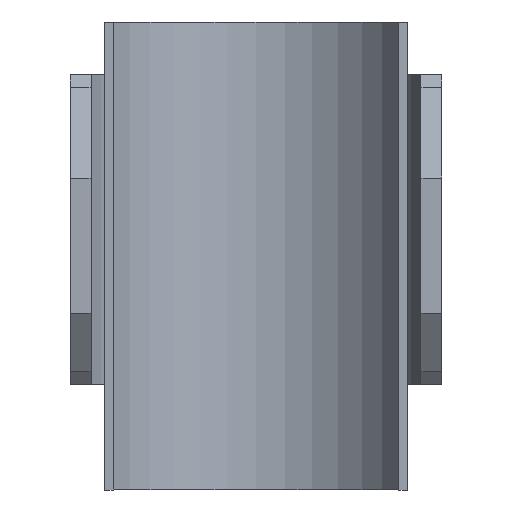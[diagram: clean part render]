
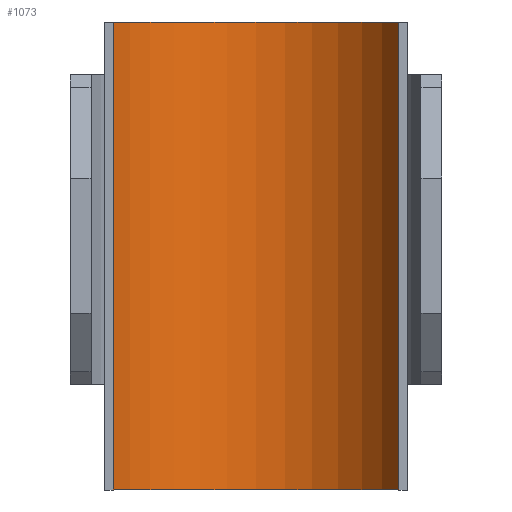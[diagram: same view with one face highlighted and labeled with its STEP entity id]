
A CAD part, front view. The second image highlights one B-rep face of the part: STEP entity #1073.
In plain terms, the highlighted cylindrical face has radius 12 mm (diameter 24 mm), a partial arc.
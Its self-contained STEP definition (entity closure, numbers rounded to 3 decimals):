
#139 = EDGE_LOOP ( 'NONE', ( #5736, #224, #692, #1838 ) ) ;
#186 = VERTEX_POINT ( 'NONE', #8286 ) ;
#200 = CIRCLE ( 'NONE', #6045, 12. ) ;
#224 = ORIENTED_EDGE ( 'NONE', *, *, #2030, .F. ) ;
#384 = CARTESIAN_POINT ( 'NONE',  ( 10.392, -6., 17. ) ) ;
#510 = AXIS2_PLACEMENT_3D ( 'NONE', #5109, #9944, #4385 ) ;
#572 = VERTEX_POINT ( 'NONE', #9749 ) ;
#692 = ORIENTED_EDGE ( 'NONE', *, *, #3923, .F. ) ;
#1073 = ADVANCED_FACE ( 'NONE', ( #1133 ), #1926, .F. ) ;
#1117 = VECTOR ( 'NONE', #2012, 1000. ) ;
#1133 = FACE_OUTER_BOUND ( 'NONE', #139, .T. ) ;
#1249 = CARTESIAN_POINT ( 'NONE',  ( -10.392, -6., 17. ) ) ;
#1838 = ORIENTED_EDGE ( 'NONE', *, *, #9161, .T. ) ;
#1926 = CYLINDRICAL_SURFACE ( 'NONE', #510, 12. ) ;
#2012 = DIRECTION ( 'NONE',  ( 0., 0., -1. ) ) ;
#2030 = EDGE_CURVE ( 'NONE', #7343, #186, #5857, .T. ) ;
#2555 = CARTESIAN_POINT ( 'NONE',  ( 0., -12., 17. ) ) ;
#3153 = CIRCLE ( 'NONE', #8848, 12. ) ;
#3923 = EDGE_CURVE ( 'NONE', #10276, #7343, #200, .T. ) ;
#4385 = DIRECTION ( 'NONE',  ( -1., 0., 0. ) ) ;
#5020 = DIRECTION ( 'NONE',  ( 1., 0., 0. ) ) ;
#5109 = CARTESIAN_POINT ( 'NONE',  ( 0., -12., 17. ) ) ;
#5346 = CARTESIAN_POINT ( 'NONE',  ( 0., -12., -17. ) ) ;
#5563 = VECTOR ( 'NONE', #8206, 1000. ) ;
#5736 = ORIENTED_EDGE ( 'NONE', *, *, #6293, .T. ) ;
#5857 = LINE ( 'NONE', #384, #1117 ) ;
#6045 = AXIS2_PLACEMENT_3D ( 'NONE', #2555, #7372, #5020 ) ;
#6293 = EDGE_CURVE ( 'NONE', #572, #186, #3153, .T. ) ;
#6497 = CARTESIAN_POINT ( 'NONE',  ( 10.392, -6., 17. ) ) ;
#7343 = VERTEX_POINT ( 'NONE', #6497 ) ;
#7372 = DIRECTION ( 'NONE',  ( 0., 0., -1. ) ) ;
#8206 = DIRECTION ( 'NONE',  ( 0., 0., -1. ) ) ;
#8286 = CARTESIAN_POINT ( 'NONE',  ( 10.392, -6., -17. ) ) ;
#8369 = LINE ( 'NONE', #1249, #5563 ) ;
#8848 = AXIS2_PLACEMENT_3D ( 'NONE', #5346, #10134, #9287 ) ;
#9140 = CARTESIAN_POINT ( 'NONE',  ( -10.392, -6., 17. ) ) ;
#9161 = EDGE_CURVE ( 'NONE', #10276, #572, #8369, .T. ) ;
#9287 = DIRECTION ( 'NONE',  ( 1., 0., 0. ) ) ;
#9749 = CARTESIAN_POINT ( 'NONE',  ( -10.392, -6., -17. ) ) ;
#9944 = DIRECTION ( 'NONE',  ( 0., 0., -1. ) ) ;
#10134 = DIRECTION ( 'NONE',  ( 0., 0., -1. ) ) ;
#10276 = VERTEX_POINT ( 'NONE', #9140 ) ;
